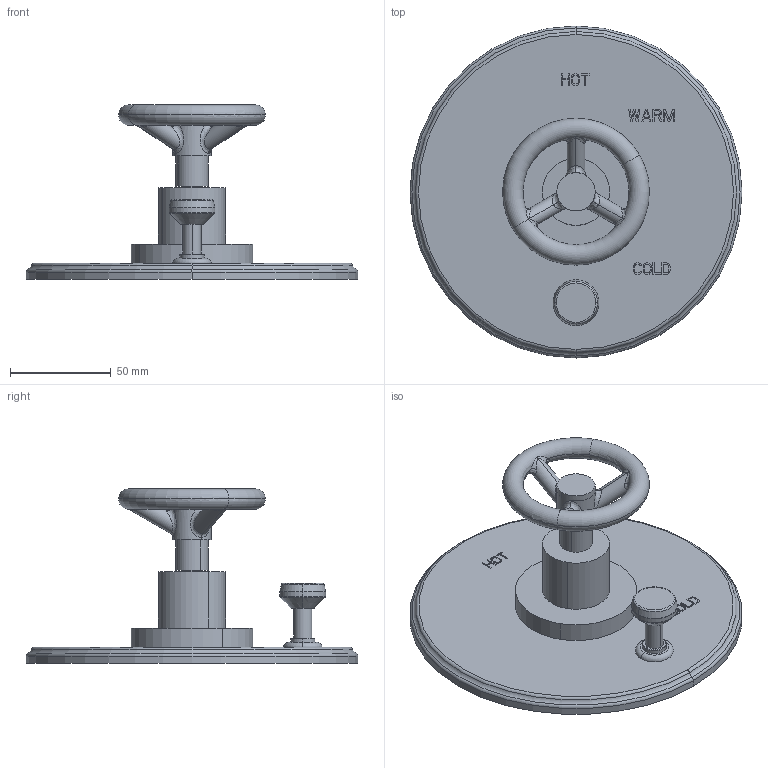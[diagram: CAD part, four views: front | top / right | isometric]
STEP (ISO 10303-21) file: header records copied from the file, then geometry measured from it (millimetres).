
FILE_DESCRIPTION((''),'2;1');
FILE_NAME('5-2922BP','2021-06-09T10:33:01',('jinson.thomas'),(''),'CREO PARAMETRIC BY PTC INC, 2018400','CREO PARAMETRIC BY PTC INC, 2018400','');
FILE_SCHEMA(('CONFIG_CONTROL_DESIGN'));
Length unit declared in the file: inch
Products named in the file (1): 5-2922BP
Bounding box: 165.1 x 165.1 x 86.77 mm (x, y, z)
Volume: 252763.8 mm3; surface area: 62370.7 mm2
Topology: 1 solids, 1 shells, 336 faces, 900 edges, 587 vertices
Faces by surface type: plane 270, cylinder 24, torus 20, bspline 18, cone 4
Entity records: 12750 total; most frequent: CARTESIAN_POINT 4349, ORIENTED_EDGE 1800, DIRECTION 1604, EDGE_CURVE 900, VECTOR 760, LINE 760, VERTEX_POINT 587, AXIS2_PLACEMENT_3D 422
